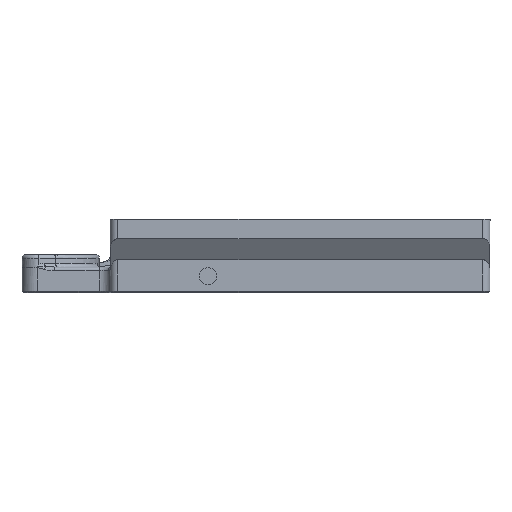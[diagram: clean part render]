
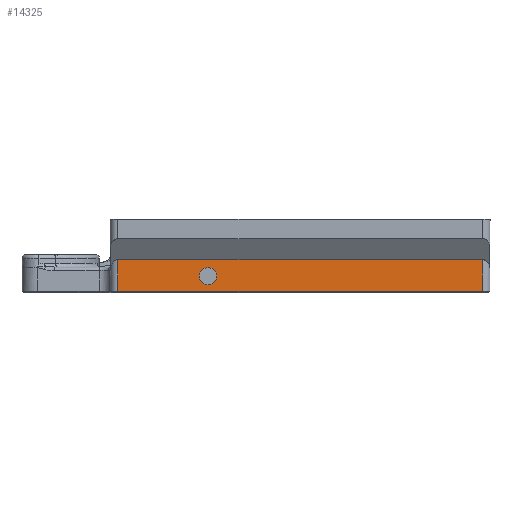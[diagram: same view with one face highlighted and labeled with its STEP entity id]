
A CAD part, front view. The second image highlights one B-rep face of the part: STEP entity #14325.
In plain terms, the highlighted planar face has unit normal (0, -1, 0).
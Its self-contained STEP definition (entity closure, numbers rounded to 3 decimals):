
#1057 = DIRECTION ( 'NONE',  ( 0., 0., 1. ) ) ;
#1374 = EDGE_CURVE ( 'NONE', #2553, #10910, #4456, .T. ) ;
#2006 = DIRECTION ( 'NONE',  ( 0., 0., -1. ) ) ;
#2553 = VERTEX_POINT ( 'NONE', #6852 ) ;
#2826 = ORIENTED_EDGE ( 'NONE', *, *, #15227, .F. ) ;
#3112 = CARTESIAN_POINT ( 'NONE',  ( 39.301, -57.5, 28. ) ) ;
#3803 = VERTEX_POINT ( 'NONE', #10804 ) ;
#4456 = LINE ( 'NONE', #18317, #21507 ) ;
#4617 = CIRCLE ( 'NONE', #21524, 2.35 ) ;
#4793 = EDGE_CURVE ( 'NONE', #10910, #18662, #8644, .T. ) ;
#4822 = ORIENTED_EDGE ( 'NONE', *, *, #8476, .T. ) ;
#4958 = EDGE_CURVE ( 'NONE', #19263, #13659, #4617, .T. ) ;
#5781 = CARTESIAN_POINT ( 'NONE',  ( 39.301, -57.5, 28. ) ) ;
#6852 = CARTESIAN_POINT ( 'NONE',  ( 113.8, -57.5, 23.9 ) ) ;
#6992 = FACE_BOUND ( 'NONE', #10597, .T. ) ;
#7226 = PLANE ( 'NONE',  #8722 ) ;
#8175 = LINE ( 'NONE', #13190, #8261 ) ;
#8261 = VECTOR ( 'NONE', #16519, 1000. ) ;
#8430 = CARTESIAN_POINT ( 'NONE',  ( 113.8, -57.5, 32.5 ) ) ;
#8476 = EDGE_CURVE ( 'NONE', #3803, #2553, #8175, .T. ) ;
#8644 = LINE ( 'NONE', #22620, #10155 ) ;
#8676 = ORIENTED_EDGE ( 'NONE', *, *, #18111, .T. ) ;
#8722 = AXIS2_PLACEMENT_3D ( 'NONE', #21087, #10533, #13846 ) ;
#8822 = FACE_OUTER_BOUND ( 'NONE', #17777, .T. ) ;
#8879 = DIRECTION ( 'NONE',  ( 0., -1., 0. ) ) ;
#9162 = CARTESIAN_POINT ( 'NONE',  ( 14.8, -57.5, 32.448 ) ) ;
#10019 = DIRECTION ( 'NONE',  ( -1., 0., 0. ) ) ;
#10107 = DIRECTION ( 'NONE',  ( 0., 0., -1. ) ) ;
#10155 = VECTOR ( 'NONE', #10019, 1000. ) ;
#10348 = VECTOR ( 'NONE', #12576, 1000. ) ;
#10533 = DIRECTION ( 'NONE',  ( 0., -1., 0. ) ) ;
#10597 = EDGE_LOOP ( 'NONE', ( #11719, #2826 ) ) ;
#10804 = CARTESIAN_POINT ( 'NONE',  ( 14.8, -57.5, 23.9 ) ) ;
#10910 = VERTEX_POINT ( 'NONE', #8430 ) ;
#11719 = ORIENTED_EDGE ( 'NONE', *, *, #4958, .F. ) ;
#12082 = CIRCLE ( 'NONE', #14998, 2.35 ) ;
#12576 = DIRECTION ( 'NONE',  ( 0., 0., -1. ) ) ;
#12900 = CARTESIAN_POINT ( 'NONE',  ( 39.301, -57.5, 25.65 ) ) ;
#13190 = CARTESIAN_POINT ( 'NONE',  ( 43.9, -57.5, 23.9 ) ) ;
#13513 = ORIENTED_EDGE ( 'NONE', *, *, #1374, .T. ) ;
#13659 = VERTEX_POINT ( 'NONE', #18096 ) ;
#13846 = DIRECTION ( 'NONE',  ( 0., 0., -1. ) ) ;
#14292 = LINE ( 'NONE', #9162, #10348 ) ;
#14325 = ADVANCED_FACE ( 'NONE', ( #6992, #8822 ), #7226, .T. ) ;
#14998 = AXIS2_PLACEMENT_3D ( 'NONE', #3112, #17077, #10107 ) ;
#15227 = EDGE_CURVE ( 'NONE', #13659, #19263, #12082, .T. ) ;
#16519 = DIRECTION ( 'NONE',  ( 1., 0., 0. ) ) ;
#16854 = ORIENTED_EDGE ( 'NONE', *, *, #4793, .T. ) ;
#17077 = DIRECTION ( 'NONE',  ( 0., -1., 0. ) ) ;
#17777 = EDGE_LOOP ( 'NONE', ( #8676, #4822, #13513, #16854 ) ) ;
#18096 = CARTESIAN_POINT ( 'NONE',  ( 39.301, -57.5, 30.35 ) ) ;
#18111 = EDGE_CURVE ( 'NONE', #18662, #3803, #14292, .T. ) ;
#18317 = CARTESIAN_POINT ( 'NONE',  ( 113.8, -57.5, 28.028 ) ) ;
#18662 = VERTEX_POINT ( 'NONE', #20180 ) ;
#19263 = VERTEX_POINT ( 'NONE', #12900 ) ;
#20180 = CARTESIAN_POINT ( 'NONE',  ( 14.8, -57.5, 32.5 ) ) ;
#21087 = CARTESIAN_POINT ( 'NONE',  ( 43.9, -57.5, 28.028 ) ) ;
#21507 = VECTOR ( 'NONE', #1057, 1000. ) ;
#21524 = AXIS2_PLACEMENT_3D ( 'NONE', #5781, #8879, #2006 ) ;
#22620 = CARTESIAN_POINT ( 'NONE',  ( 48.275, -57.5, 32.5 ) ) ;
